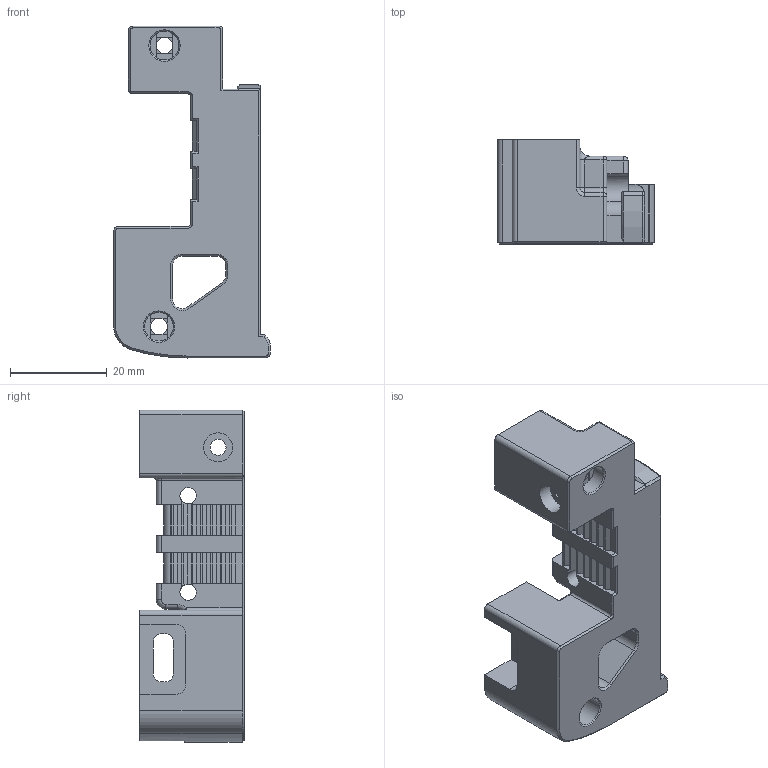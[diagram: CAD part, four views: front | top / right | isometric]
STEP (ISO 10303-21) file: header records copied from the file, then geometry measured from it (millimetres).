
FILE_DESCRIPTION(/* description */ (''),/* implementation_level */ '2;1');
FILE_NAME(/* name */ 'voron_webdownload_x_carriage_frame_left.stp',/* time_stamp */ '2023-12-30T03:11:40+01:00',/* author */ ('Jan Marloth'),/* organization */ (''),/* preprocessor_version */ 'ST-DEVELOPER v19',/* originating_system */ 'Autodesk Inventor 2023',/* authorisation */ 'marloth GmbH');
FILE_SCHEMA (('AUTOMOTIVE_DESIGN { 1 0 10303 214 3 1 1 }'));
Length unit declared in the file: millimetre
Products named in the file (1): x_carriage_frame_left
Bounding box: 32.4 x 21.6 x 68.75 mm (x, y, z)
Volume: 20271.6 mm3; surface area: 9215.1 mm2
Topology: 1 solids, 1 shells, 296 faces, 794 edges, 500 vertices
Faces by surface type: plane 184, cylinder 75, cone 18, torus 12, sphere 4, bspline 3
Full cylindrical faces by diameter (mm): 2.9 x1, 3.3 x1, 3.4 x4, 3.6 x1, 4.7 x1, 6 x5
Entity records: 9430 total; most frequent: CARTESIAN_POINT 1859, ORIENTED_EDGE 1588, DIRECTION 1569, EDGE_CURVE 794, LINE 561, VECTOR 561, AXIS2_PLACEMENT_3D 504, VERTEX_POINT 500
